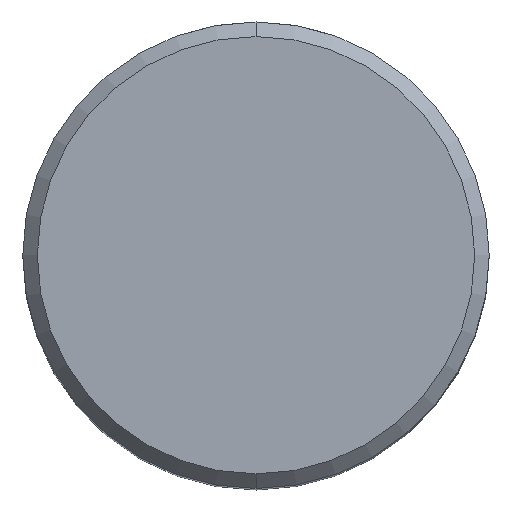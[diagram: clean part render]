
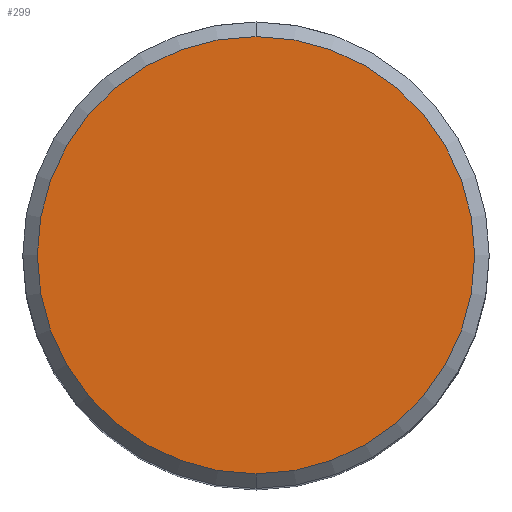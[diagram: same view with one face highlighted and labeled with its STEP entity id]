
A CAD part, top view. The second image highlights one B-rep face of the part: STEP entity #299.
In plain terms, the highlighted planar face has unit normal (0, 0, 1).
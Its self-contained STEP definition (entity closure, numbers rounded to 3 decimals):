
#213=EDGE_CURVE('',#373,#441,#523,.T.);
#299=ADVANCED_FACE('',(#620),#621,.T.);
#373=VERTEX_POINT('',#699);
#393=EDGE_CURVE('',#441,#373,#721,.T.);
#441=VERTEX_POINT('',#775);
#523=CIRCLE('',#889,15.0);
#620=FACE_OUTER_BOUND('',#1085,.T.);
#621=PLANE('',#1086);
#699=CARTESIAN_POINT('',(0.0,15.0,0.0));
#721=CIRCLE('',#1392,15.0);
#775=CARTESIAN_POINT('',(0.,-15.0,0.0));
#889=AXIS2_PLACEMENT_3D('',#1652,#1653,#1654);
#1085=EDGE_LOOP('',(#1775,#1776));
#1086=AXIS2_PLACEMENT_3D('',#1777,#1778,#1779);
#1392=AXIS2_PLACEMENT_3D('',#1859,#1860,#1861);
#1652=CARTESIAN_POINT('',(0.0,0.0,0.0));
#1653=DIRECTION('',(0.0,0.0,-1.0));
#1654=DIRECTION('',(0.0,1.0,0.0));
#1775=ORIENTED_EDGE('',*,*,#213,.F.);
#1776=ORIENTED_EDGE('',*,*,#393,.F.);
#1777=CARTESIAN_POINT('',(0.0,7.5,0.0));
#1778=DIRECTION('',(-0.0,0.0,1.0));
#1779=DIRECTION('',(0.0,-1.0,0.0));
#1859=CARTESIAN_POINT('',(0.0,0.0,0.0));
#1860=DIRECTION('',(0.0,0.0,-1.0));
#1861=DIRECTION('',(0.0,1.0,0.0));
